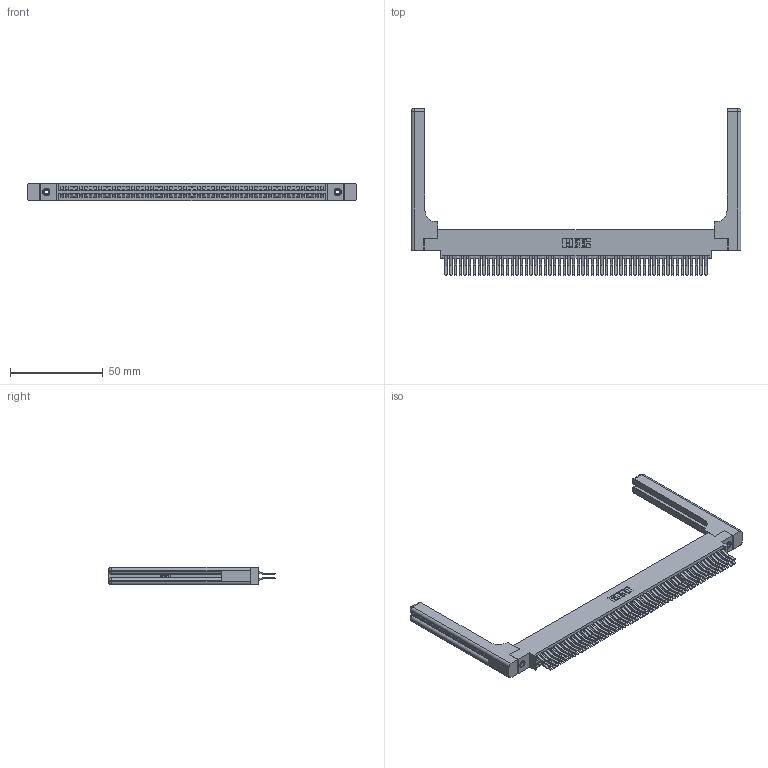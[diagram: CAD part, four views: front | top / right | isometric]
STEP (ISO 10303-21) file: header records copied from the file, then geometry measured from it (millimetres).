
FILE_DESCRIPTION (( 'STEP AP203' ), '1' );
FILE_NAME ('345-112-560-858.STEP', '2019-11-05T00:22:06', ( '' ), ( '' ), 'SwSTEP 2.0', 'SolidWorks 2016', '' );
FILE_SCHEMA (( 'CONFIG_CONTROL_DESIGN' ));
Length unit declared in the file: inch
Products named in the file (5): 345 Part_0.170 Offset - 0.156 Dia-TH; 345-220-058_345-220-058; 345-250-001_345-250-001-102; 345-292-001_560 Tail; 345-112-560-858
Assembly tree (117 placements, depth 2):
  345-112-560-858
    345 Part_0.170 Offset - 0.156 Dia-TH
    345-292-001_560 Tail  x112
    345-250-001_345-250-001-102  x2
    345-220-058_345-220-058  x2
Bounding box: 177.27 x 89.72 x 9.4 mm (x, y, z)
Volume: 26445.7 mm3; surface area: 33925 mm2
Topology: 117 solids, 117 shells, 6210 faces, 18379 edges, 12082 vertices
Faces by surface type: plane 3928, cylinder 2222, bspline 36, cone 12, sphere 8, torus 4
Entity records: 47456 total; most frequent: CARTESIAN_POINT 8937, ORIENTED_EDGE 7668, DIRECTION 6798, EDGE_CURVE 3834, VECTOR 3382, LINE 3382, VERTEX_POINT 2546, AXIS2_PLACEMENT_3D 1708
